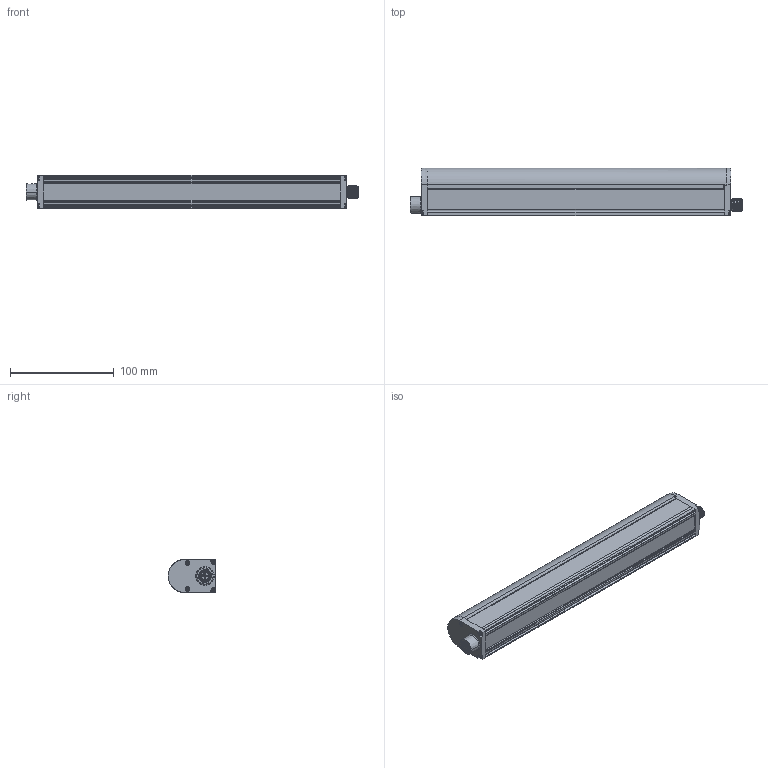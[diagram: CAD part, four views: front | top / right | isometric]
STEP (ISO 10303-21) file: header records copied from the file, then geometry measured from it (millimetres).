
FILE_DESCRIPTION((''),'2;1');
FILE_NAME('221678_SM01_ASM','2021-02-03T10:28:25',('nbanister'),('BANNER ENGINEERING CORP.'),'CREO PARAMETRIC BY PTC INC, 2019292','CREO PARAMETRIC BY PTC INC, 2019292','');
FILE_SCHEMA(('CONFIG_CONTROL_DESIGN','SHAPE_APPEARANCE_LAYERS_GROUPS'));
Products named in the file (2): 221678_EP01; 221678_SM01_ASM
Assembly tree (1 placements, depth 2):
  221678_SM01_ASM
    221678_EP01
Bounding box: 320 x 46 x 32 mm (x, y, z)
Volume: 393807.2 mm3; surface area: 60394.3 mm2
Topology: 1 solids, 1 shells, 1453 faces, 4713 edges, 3061 vertices
Faces by surface type: cylinder 790, plane 352, bspline 203, cone 59, torus 33, sphere 16
Entity records: 185174 total; most frequent: CARTESIAN_POINT 136345, ORIENTED_EDGE 9426, DIRECTION 6413, EDGE_CURVE 4713, VERTEX_POINT 3061, VECTOR 2403, LINE 2403, AXIS2_PLACEMENT_3D 2005
